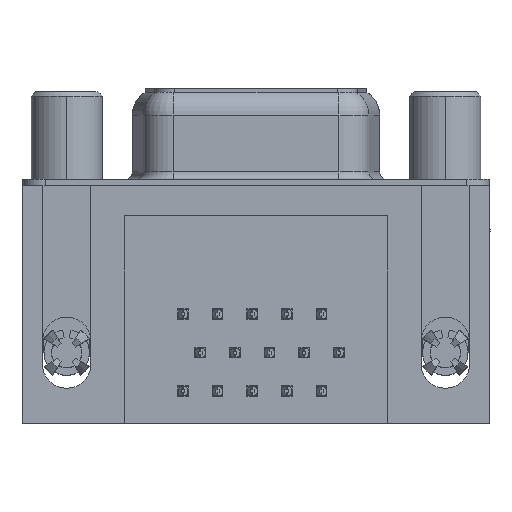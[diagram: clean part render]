
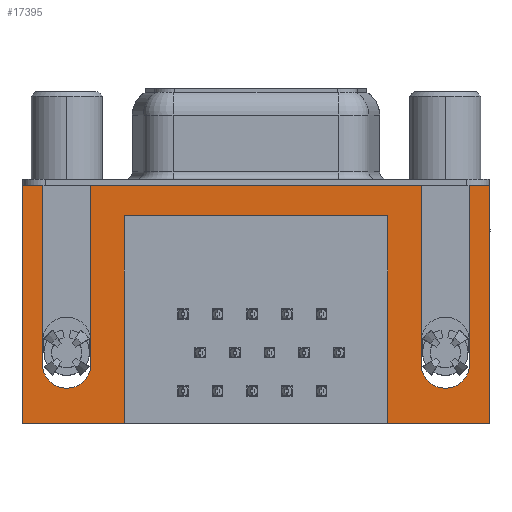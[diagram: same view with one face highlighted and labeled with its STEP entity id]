
A CAD part, front view. The second image highlights one B-rep face of the part: STEP entity #17395.
In plain terms, the highlighted planar face has unit normal (0, -1, 0).
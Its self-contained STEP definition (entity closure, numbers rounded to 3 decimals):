
#74 = LINE ( 'NONE', #15374, #23451 ) ;
#99 = VERTEX_POINT ( 'NONE', #8549 ) ;
#194 = CARTESIAN_POINT ( 'NONE',  ( -2.91, -6.275, 0. ) ) ;
#542 = LINE ( 'NONE', #36346, #15850 ) ;
#1204 = CARTESIAN_POINT ( 'NONE',  ( -2.91, -6.275, 0. ) ) ;
#1573 = CARTESIAN_POINT ( 'NONE',  ( 1.6, -6.275, -11.78 ) ) ;
#1898 = LINE ( 'NONE', #23707, #32336 ) ;
#2085 = CARTESIAN_POINT ( 'NONE',  ( -2.91, -6.275, -2.5 ) ) ;
#2195 = EDGE_CURVE ( 'NONE', #4174, #10379, #74, .T. ) ;
#2218 = VERTEX_POINT ( 'NONE', #23481 ) ;
#2516 = VECTOR ( 'NONE', #12965, 1000. ) ;
#2540 = EDGE_CURVE ( 'NONE', #21117, #38721, #542, .T. ) ;
#2681 = ORIENTED_EDGE ( 'NONE', *, *, #25276, .F. ) ;
#3156 = VERTEX_POINT ( 'NONE', #36330 ) ;
#3244 = EDGE_CURVE ( 'NONE', #3156, #27020, #14843, .T. ) ;
#3262 = DIRECTION ( 'NONE',  ( 0., -1., 0. ) ) ;
#3374 = ORIENTED_EDGE ( 'NONE', *, *, #18983, .F. ) ;
#3672 = CARTESIAN_POINT ( 'NONE',  ( 21.2, -6.275, -2. ) ) ;
#4174 = VERTEX_POINT ( 'NONE', #30448 ) ;
#4227 = EDGE_CURVE ( 'NONE', #26527, #31718, #14329, .T. ) ;
#5187 = DIRECTION ( 'NONE',  ( 0., 0., 1. ) ) ;
#5617 = ORIENTED_EDGE ( 'NONE', *, *, #3244, .F. ) ;
#5876 = PLANE ( 'NONE',  #35416 ) ;
#5935 = VERTEX_POINT ( 'NONE', #194 ) ;
#6087 = DIRECTION ( 'NONE',  ( 0., 0., 1. ) ) ;
#6306 = ORIENTED_EDGE ( 'NONE', *, *, #32823, .F. ) ;
#6474 = CARTESIAN_POINT ( 'NONE',  ( 3.79, -6.275, -2. ) ) ;
#7231 = ORIENTED_EDGE ( 'NONE', *, *, #4227, .F. ) ;
#7333 = CARTESIAN_POINT ( 'NONE',  ( -2.91, -6.275, -15.7 ) ) ;
#7375 = CARTESIAN_POINT ( 'NONE',  ( 3.79, -6.275, -2. ) ) ;
#7538 = CARTESIAN_POINT ( 'NONE',  ( 21.2, -6.275, -15.7 ) ) ;
#7554 = CARTESIAN_POINT ( 'NONE',  ( 27.9, -6.275, -15.7 ) ) ;
#8501 = VECTOR ( 'NONE', #30936, 1000. ) ;
#8549 = CARTESIAN_POINT ( 'NONE',  ( -1.6, -6.275, 0. ) ) ;
#8948 = DIRECTION ( 'NONE',  ( 0., 0., -1. ) ) ;
#9451 = LINE ( 'NONE', #1204, #32700 ) ;
#9920 = CARTESIAN_POINT ( 'NONE',  ( 23.39, -6.275, -11.78 ) ) ;
#10333 = ORIENTED_EDGE ( 'NONE', *, *, #29940, .F. ) ;
#10356 = LINE ( 'NONE', #38470, #17489 ) ;
#10379 = VERTEX_POINT ( 'NONE', #7333 ) ;
#10469 = DIRECTION ( 'NONE',  ( -1., 0., 0. ) ) ;
#10501 = LINE ( 'NONE', #7375, #25710 ) ;
#10640 = DIRECTION ( 'NONE',  ( -1., 0., 0. ) ) ;
#10914 = DIRECTION ( 'NONE',  ( 0., -1., 0. ) ) ;
#10955 = LINE ( 'NONE', #16569, #26177 ) ;
#11112 = EDGE_CURVE ( 'NONE', #5935, #99, #26834, .T. ) ;
#11857 = EDGE_CURVE ( 'NONE', #23169, #26527, #39081, .T. ) ;
#12412 = CARTESIAN_POINT ( 'NONE',  ( 21.2, -6.275, -2. ) ) ;
#12528 = EDGE_CURVE ( 'NONE', #33876, #39255, #16801, .T. ) ;
#12965 = DIRECTION ( 'NONE',  ( 1., 0., 0. ) ) ;
#14161 = EDGE_CURVE ( 'NONE', #10379, #5935, #31383, .T. ) ;
#14329 = LINE ( 'NONE', #12412, #37548 ) ;
#14691 = DIRECTION ( 'NONE',  ( 0., 0., 1. ) ) ;
#14843 = CIRCLE ( 'NONE', #23975, 1.6 ) ;
#15123 = ORIENTED_EDGE ( 'NONE', *, *, #2195, .F. ) ;
#15259 = VECTOR ( 'NONE', #5187, 1000. ) ;
#15374 = CARTESIAN_POINT ( 'NONE',  ( 27.9, -6.275, -15.7 ) ) ;
#15668 = CARTESIAN_POINT ( 'NONE',  ( 27.9, -6.275, 0. ) ) ;
#15850 = VECTOR ( 'NONE', #22690, 1000. ) ;
#16264 = VERTEX_POINT ( 'NONE', #6474 ) ;
#16569 = CARTESIAN_POINT ( 'NONE',  ( 3.79, -6.275, -2. ) ) ;
#16801 = LINE ( 'NONE', #38381, #31013 ) ;
#17355 = EDGE_CURVE ( 'NONE', #27020, #39009, #1898, .T. ) ;
#17395 = ADVANCED_FACE ( 'NONE', ( #39440 ), #5876, .T. ) ;
#17489 = VECTOR ( 'NONE', #26423, 1000. ) ;
#17507 = ORIENTED_EDGE ( 'NONE', *, *, #11112, .F. ) ;
#17620 = CARTESIAN_POINT ( 'NONE',  ( 1.6, -6.275, 0. ) ) ;
#18157 = EDGE_CURVE ( 'NONE', #23169, #38721, #27575, .T. ) ;
#18188 = ORIENTED_EDGE ( 'NONE', *, *, #20185, .F. ) ;
#18983 = EDGE_CURVE ( 'NONE', #39009, #33876, #9451, .T. ) ;
#19413 = AXIS2_PLACEMENT_3D ( 'NONE', #29119, #10914, #32130 ) ;
#19508 = DIRECTION ( 'NONE',  ( 1., 0., 0. ) ) ;
#19519 = VECTOR ( 'NONE', #6087, 1000. ) ;
#19636 = DIRECTION ( 'NONE',  ( 0., 0., -1. ) ) ;
#20185 = EDGE_CURVE ( 'NONE', #99, #3156, #32737, .T. ) ;
#20814 = ORIENTED_EDGE ( 'NONE', *, *, #12528, .F. ) ;
#21117 = VERTEX_POINT ( 'NONE', #28202 ) ;
#21138 = CARTESIAN_POINT ( 'NONE',  ( 27.9, -6.275, -2.5 ) ) ;
#21525 = CARTESIAN_POINT ( 'NONE',  ( 0., -6.275, -11.78 ) ) ;
#22690 = DIRECTION ( 'NONE',  ( 1., 0., 0. ) ) ;
#22997 = VECTOR ( 'NONE', #10640, 1000. ) ;
#23169 = VERTEX_POINT ( 'NONE', #31475 ) ;
#23451 = VECTOR ( 'NONE', #25461, 1000. ) ;
#23481 = CARTESIAN_POINT ( 'NONE',  ( 26.59, -6.275, -11.78 ) ) ;
#23707 = CARTESIAN_POINT ( 'NONE',  ( 1.6, -6.275, 0. ) ) ;
#23975 = AXIS2_PLACEMENT_3D ( 'NONE', #21525, #3262, #24576 ) ;
#24576 = DIRECTION ( 'NONE',  ( 1., 0., 0. ) ) ;
#25276 = EDGE_CURVE ( 'NONE', #2218, #21117, #10356, .T. ) ;
#25461 = DIRECTION ( 'NONE',  ( -1., 0., 0. ) ) ;
#25710 = VECTOR ( 'NONE', #10469, 1000. ) ;
#26177 = VECTOR ( 'NONE', #19636, 1000. ) ;
#26423 = DIRECTION ( 'NONE',  ( 0., 0., 1. ) ) ;
#26496 = ORIENTED_EDGE ( 'NONE', *, *, #11857, .F. ) ;
#26527 = VERTEX_POINT ( 'NONE', #7538 ) ;
#26552 = ORIENTED_EDGE ( 'NONE', *, *, #38781, .F. ) ;
#26834 = LINE ( 'NONE', #28097, #2516 ) ;
#27020 = VERTEX_POINT ( 'NONE', #1573 ) ;
#27170 = DIRECTION ( 'NONE',  ( 0., -1., 0. ) ) ;
#27575 = LINE ( 'NONE', #21138, #19519 ) ;
#27659 = ORIENTED_EDGE ( 'NONE', *, *, #17355, .F. ) ;
#28097 = CARTESIAN_POINT ( 'NONE',  ( -2.91, -6.275, 0. ) ) ;
#28202 = CARTESIAN_POINT ( 'NONE',  ( 26.59, -6.275, 0. ) ) ;
#28394 = ORIENTED_EDGE ( 'NONE', *, *, #2540, .F. ) ;
#29119 = CARTESIAN_POINT ( 'NONE',  ( 24.99, -6.275, -11.78 ) ) ;
#29759 = CARTESIAN_POINT ( 'NONE',  ( 23.39, -6.275, 0. ) ) ;
#29940 = EDGE_CURVE ( 'NONE', #16264, #4174, #10955, .T. ) ;
#30066 = ORIENTED_EDGE ( 'NONE', *, *, #18157, .T. ) ;
#30448 = CARTESIAN_POINT ( 'NONE',  ( 3.79, -6.275, -15.7 ) ) ;
#30545 = ORIENTED_EDGE ( 'NONE', *, *, #14161, .F. ) ;
#30936 = DIRECTION ( 'NONE',  ( 0., 0., -1. ) ) ;
#31013 = VECTOR ( 'NONE', #32293, 1000. ) ;
#31383 = LINE ( 'NONE', #2085, #15259 ) ;
#31475 = CARTESIAN_POINT ( 'NONE',  ( 27.9, -6.275, -15.7 ) ) ;
#31718 = VERTEX_POINT ( 'NONE', #3672 ) ;
#32130 = DIRECTION ( 'NONE',  ( -1., 0., 0. ) ) ;
#32293 = DIRECTION ( 'NONE',  ( 0., 0., -1. ) ) ;
#32336 = VECTOR ( 'NONE', #14691, 1000. ) ;
#32700 = VECTOR ( 'NONE', #19508, 1000. ) ;
#32737 = LINE ( 'NONE', #33817, #8501 ) ;
#32823 = EDGE_CURVE ( 'NONE', #39255, #2218, #35113, .T. ) ;
#33817 = CARTESIAN_POINT ( 'NONE',  ( -1.6, -6.275, 0. ) ) ;
#33876 = VERTEX_POINT ( 'NONE', #29759 ) ;
#35113 = CIRCLE ( 'NONE', #19413, 1.6 ) ;
#35416 = AXIS2_PLACEMENT_3D ( 'NONE', #39185, #27170, #8948 ) ;
#36091 = EDGE_LOOP ( 'NONE', ( #2681, #6306, #20814, #3374, #27659, #5617, #18188, #17507, #30545, #15123, #10333, #26552, #7231, #26496, #30066, #28394 ) ) ;
#36330 = CARTESIAN_POINT ( 'NONE',  ( -1.6, -6.275, -11.78 ) ) ;
#36346 = CARTESIAN_POINT ( 'NONE',  ( -2.91, -6.275, 0. ) ) ;
#37548 = VECTOR ( 'NONE', #38212, 1000. ) ;
#38212 = DIRECTION ( 'NONE',  ( 0., 0., 1. ) ) ;
#38381 = CARTESIAN_POINT ( 'NONE',  ( 23.39, -6.275, 0. ) ) ;
#38470 = CARTESIAN_POINT ( 'NONE',  ( 26.59, -6.275, 0. ) ) ;
#38721 = VERTEX_POINT ( 'NONE', #15668 ) ;
#38781 = EDGE_CURVE ( 'NONE', #31718, #16264, #10501, .T. ) ;
#39009 = VERTEX_POINT ( 'NONE', #17620 ) ;
#39081 = LINE ( 'NONE', #7554, #22997 ) ;
#39185 = CARTESIAN_POINT ( 'NONE',  ( -2.91, -6.275, -2.5 ) ) ;
#39255 = VERTEX_POINT ( 'NONE', #9920 ) ;
#39440 = FACE_OUTER_BOUND ( 'NONE', #36091, .T. ) ;
